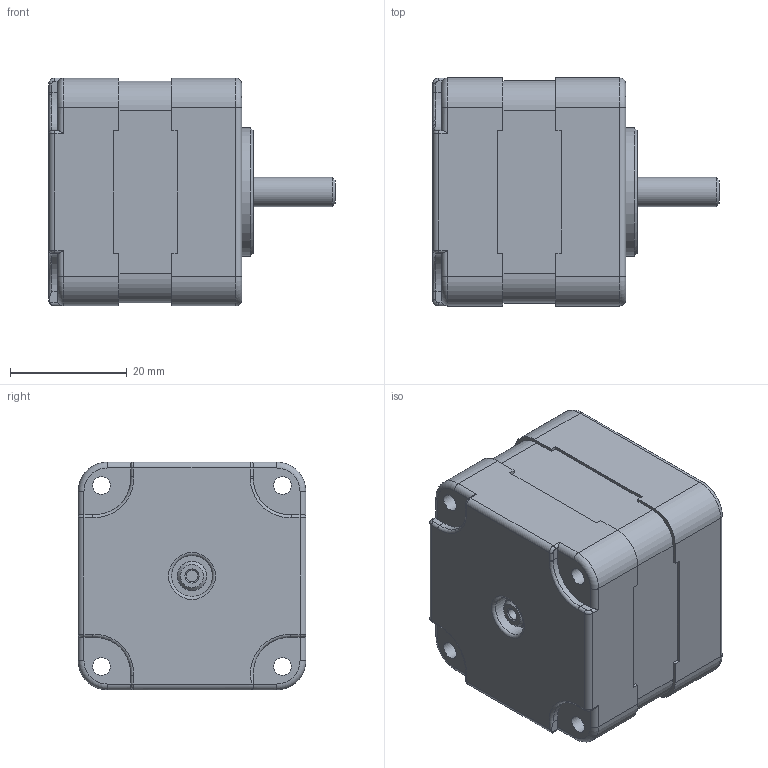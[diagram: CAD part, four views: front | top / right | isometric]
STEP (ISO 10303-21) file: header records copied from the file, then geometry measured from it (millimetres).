
FILE_DESCRIPTION(/* description */ (''),/* implementation_level */ '2;1');
FILE_NAME(/* name */ 'NEMA17.step',/* time_stamp */ '2026-02-10T22:25:39+05:30',/* author */ (''),/* organization */ (''),/* preprocessor_version */ 'ST-DEVELOPER v20.1',/* originating_system */ 'Autodesk Translation Framework v14.24.0.0',/* authorisation */ '');
FILE_SCHEMA (('AUTOMOTIVE_DESIGN { 1 0 10303 214 3 1 1 }'));
Length unit declared in the file: millimetre
Products named in the file (1): 2026-02-10-22-25-39-477
Bounding box: 49 x 39 x 39 mm (x, y, z)
Volume: 48163.1 mm3; surface area: 9559.9 mm2
Topology: 1 solids, 1 shells, 152 faces, 390 edges, 248 vertices
Faces by surface type: plane 66, cylinder 58, torus 14, cone 7, bspline 7
Full cylindrical faces by diameter (mm): 2 x2, 3 x4, 5 x2, 6.5 x1, 7 x1, 22 x1
Entity records: 5513 total; most frequent: CARTESIAN_POINT 1551, DIRECTION 792, ORIENTED_EDGE 780, EDGE_CURVE 390, AXIS2_PLACEMENT_3D 280, VERTEX_POINT 248, LINE 232, VECTOR 232
